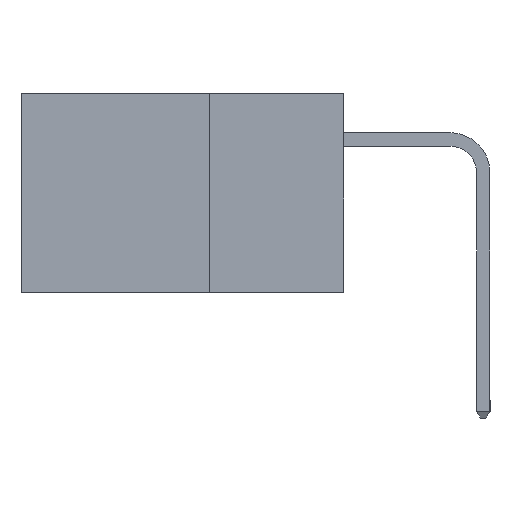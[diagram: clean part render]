
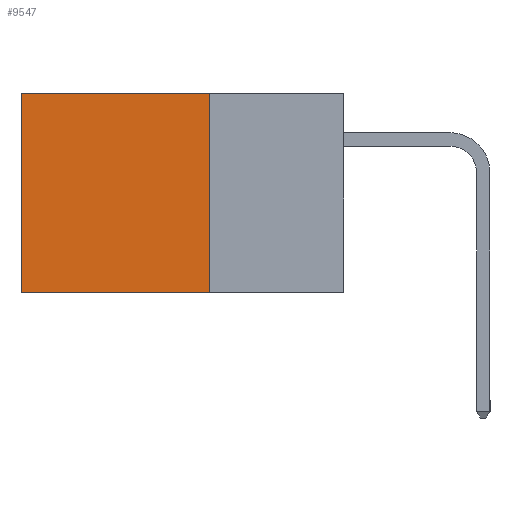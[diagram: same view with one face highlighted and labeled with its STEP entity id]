
A CAD part, left-side view. The second image highlights one B-rep face of the part: STEP entity #9547.
In plain terms, the highlighted planar face has unit normal (-1, 0, 0).
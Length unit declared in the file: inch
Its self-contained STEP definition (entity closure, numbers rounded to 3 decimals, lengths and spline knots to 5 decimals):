
#130 = DIRECTION ( 'NONE',  ( 0., 0., -1. ) ) ;
#177 = CARTESIAN_POINT ( 'NONE',  ( 0.2615, 0.25, -0.37 ) ) ;
#397 = EDGE_CURVE ( 'NONE', #6742, #4085, #2749, .T. ) ;
#1178 = CARTESIAN_POINT ( 'NONE',  ( 0.2615, 0.25, -0.37 ) ) ;
#1431 = CARTESIAN_POINT ( 'NONE',  ( 0.2615, 0.6, -0.37 ) ) ;
#1547 = EDGE_LOOP ( 'NONE', ( #1629, #8555, #10685, #10944 ) ) ;
#1599 = VERTEX_POINT ( 'NONE', #1178 ) ;
#1629 = ORIENTED_EDGE ( 'NONE', *, *, #7303, .T. ) ;
#2474 = CARTESIAN_POINT ( 'NONE',  ( 0.2615, 0.25, -0.37 ) ) ;
#2749 = LINE ( 'NONE', #9220, #9142 ) ;
#3807 = LINE ( 'NONE', #5187, #8438 ) ;
#4085 = VERTEX_POINT ( 'NONE', #6568 ) ;
#4214 = EDGE_CURVE ( 'NONE', #6742, #1599, #10002, .T. ) ;
#5127 = DIRECTION ( 'NONE',  ( 0., 0., -1. ) ) ;
#5187 = CARTESIAN_POINT ( 'NONE',  ( 0.2615, 0.6, -0.37 ) ) ;
#5411 = DIRECTION ( 'NONE',  ( 0., 0., -1. ) ) ;
#5847 = LINE ( 'NONE', #2474, #8136 ) ;
#6200 = CARTESIAN_POINT ( 'NONE',  ( 0.2615, 0.25, -0.37 ) ) ;
#6568 = CARTESIAN_POINT ( 'NONE',  ( 0.2615, 0.6, 0. ) ) ;
#6742 = VERTEX_POINT ( 'NONE', #11218 ) ;
#7303 = EDGE_CURVE ( 'NONE', #4085, #7571, #3807, .T. ) ;
#7571 = VERTEX_POINT ( 'NONE', #1431 ) ;
#7808 = AXIS2_PLACEMENT_3D ( 'NONE', #6200, #10407, #5411 ) ;
#7815 = VECTOR ( 'NONE', #130, 39.37008 ) ;
#8136 = VECTOR ( 'NONE', #8612, 39.37008 ) ;
#8348 = EDGE_CURVE ( 'NONE', #1599, #7571, #5847, .T. ) ;
#8438 = VECTOR ( 'NONE', #5127, 39.37008 ) ;
#8555 = ORIENTED_EDGE ( 'NONE', *, *, #8348, .F. ) ;
#8612 = DIRECTION ( 'NONE',  ( 0., 1., 0. ) ) ;
#8799 = PLANE ( 'NONE',  #7808 ) ;
#9142 = VECTOR ( 'NONE', #9253, 39.37008 ) ;
#9220 = CARTESIAN_POINT ( 'NONE',  ( 0.2615, 0.25, 0. ) ) ;
#9253 = DIRECTION ( 'NONE',  ( 0., 1., 0. ) ) ;
#9547 = ADVANCED_FACE ( 'NONE', ( #9743 ), #8799, .F. ) ;
#9743 = FACE_OUTER_BOUND ( 'NONE', #1547, .T. ) ;
#10002 = LINE ( 'NONE', #177, #7815 ) ;
#10407 = DIRECTION ( 'NONE',  ( 1., 0., 0. ) ) ;
#10685 = ORIENTED_EDGE ( 'NONE', *, *, #4214, .F. ) ;
#10944 = ORIENTED_EDGE ( 'NONE', *, *, #397, .T. ) ;
#11218 = CARTESIAN_POINT ( 'NONE',  ( 0.2615, 0.25, 0. ) ) ;
